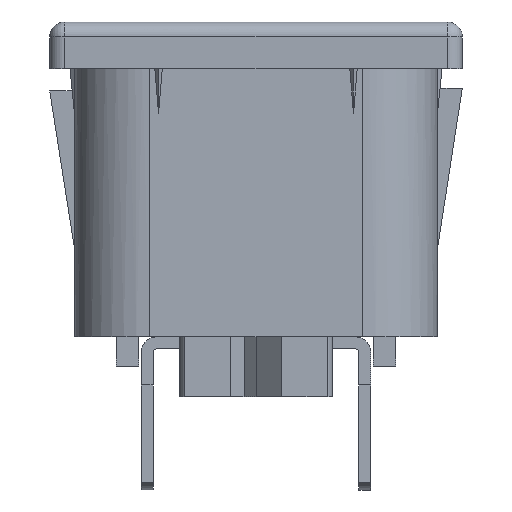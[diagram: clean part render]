
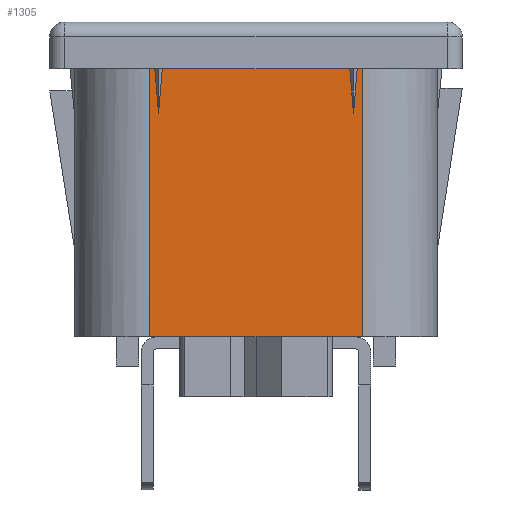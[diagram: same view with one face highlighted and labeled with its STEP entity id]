
A CAD part, left-side view. The second image highlights one B-rep face of the part: STEP entity #1305.
In plain terms, the highlighted planar face has unit normal (-1, 0, 0).
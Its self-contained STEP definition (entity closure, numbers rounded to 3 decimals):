
#172 = VECTOR ( 'NONE', #4299, 1000. ) ;
#182 = DIRECTION ( 'NONE',  ( 0., -0.083, 0.997 ) ) ;
#235 = CARTESIAN_POINT ( 'NONE',  ( -16.1, 6.75, -3.1 ) ) ;
#403 = VECTOR ( 'NONE', #7481, 1000. ) ;
#441 = DIRECTION ( 'NONE',  ( 0., 0.083, -0.997 ) ) ;
#524 = CARTESIAN_POINT ( 'NONE',  ( -16.1, 6.5, -6.1 ) ) ;
#612 = CARTESIAN_POINT ( 'NONE',  ( -16.1, 6.75, -3.1 ) ) ;
#712 = CARTESIAN_POINT ( 'NONE',  ( -16.1, 7.1, -21. ) ) ;
#893 = CARTESIAN_POINT ( 'NONE',  ( -16.1, -7.1, -21. ) ) ;
#1052 = ORIENTED_EDGE ( 'NONE', *, *, #8144, .T. ) ;
#1093 = EDGE_CURVE ( 'NONE', #6341, #3261, #1563, .T. ) ;
#1176 = VECTOR ( 'NONE', #4428, 1000. ) ;
#1206 = LINE ( 'NONE', #1236, #7834 ) ;
#1236 = CARTESIAN_POINT ( 'NONE',  ( -16.1, 7.1, -21. ) ) ;
#1305 = ADVANCED_FACE ( 'NONE', ( #2960 ), #4534, .F. ) ;
#1360 = DIRECTION ( 'NONE',  ( 1., 0., 0. ) ) ;
#1412 = DIRECTION ( 'NONE',  ( 0., 0., 1. ) ) ;
#1460 = EDGE_CURVE ( 'NONE', #5479, #7960, #3584, .T. ) ;
#1563 = LINE ( 'NONE', #1682, #6459 ) ;
#1682 = CARTESIAN_POINT ( 'NONE',  ( -16.1, 7.1, -3.1 ) ) ;
#1860 = VECTOR ( 'NONE', #441, 1000. ) ;
#2229 = EDGE_CURVE ( 'NONE', #5737, #6235, #7928, .T. ) ;
#2276 = ORIENTED_EDGE ( 'NONE', *, *, #1093, .T. ) ;
#2417 = LINE ( 'NONE', #5963, #5608 ) ;
#2482 = EDGE_CURVE ( 'NONE', #6572, #5479, #7005, .T. ) ;
#2584 = CARTESIAN_POINT ( 'NONE',  ( -16.1, 7.1, -21. ) ) ;
#2639 = CARTESIAN_POINT ( 'NONE',  ( -16.1, -6.5, -6.1 ) ) ;
#2726 = ORIENTED_EDGE ( 'NONE', *, *, #1460, .T. ) ;
#2756 = VERTEX_POINT ( 'NONE', #2817 ) ;
#2817 = CARTESIAN_POINT ( 'NONE',  ( -16.1, -6.75, -3.1 ) ) ;
#2932 = DIRECTION ( 'NONE',  ( 0., 1., 0. ) ) ;
#2960 = FACE_OUTER_BOUND ( 'NONE', #7578, .T. ) ;
#3075 = LINE ( 'NONE', #5839, #7790 ) ;
#3261 = VERTEX_POINT ( 'NONE', #4183 ) ;
#3364 = CARTESIAN_POINT ( 'NONE',  ( -16.1, -6.75, -3.1 ) ) ;
#3415 = CARTESIAN_POINT ( 'NONE',  ( -16.1, -6.25, -3.1 ) ) ;
#3500 = ORIENTED_EDGE ( 'NONE', *, *, #7749, .T. ) ;
#3576 = VERTEX_POINT ( 'NONE', #2584 ) ;
#3584 = LINE ( 'NONE', #8128, #1860 ) ;
#3780 = LINE ( 'NONE', #7511, #172 ) ;
#3965 = VECTOR ( 'NONE', #182, 1000. ) ;
#4183 = CARTESIAN_POINT ( 'NONE',  ( -16.1, 7.1, -3.1 ) ) ;
#4299 = DIRECTION ( 'NONE',  ( 0., -0.083, -0.997 ) ) ;
#4428 = DIRECTION ( 'NONE',  ( 0., 0.083, 0.997 ) ) ;
#4446 = DIRECTION ( 'NONE',  ( 0., 0., 1. ) ) ;
#4534 = PLANE ( 'NONE',  #4784 ) ;
#4580 = DIRECTION ( 'NONE',  ( 0., 1., 0. ) ) ;
#4784 = AXIS2_PLACEMENT_3D ( 'NONE', #712, #1360, #5819 ) ;
#5316 = EDGE_CURVE ( 'NONE', #5737, #3576, #2417, .T. ) ;
#5370 = ORIENTED_EDGE ( 'NONE', *, *, #5316, .F. ) ;
#5479 = VERTEX_POINT ( 'NONE', #7453 ) ;
#5608 = VECTOR ( 'NONE', #6622, 1000. ) ;
#5654 = LINE ( 'NONE', #3364, #3965 ) ;
#5737 = VERTEX_POINT ( 'NONE', #893 ) ;
#5819 = DIRECTION ( 'NONE',  ( 0., 0., -1. ) ) ;
#5836 = CARTESIAN_POINT ( 'NONE',  ( -16.1, -7.1, -3.1 ) ) ;
#5839 = CARTESIAN_POINT ( 'NONE',  ( -16.1, 7.1, -3.1 ) ) ;
#5876 = CARTESIAN_POINT ( 'NONE',  ( -16.1, -7.1, -21. ) ) ;
#5963 = CARTESIAN_POINT ( 'NONE',  ( -16.1, 7.1, -21. ) ) ;
#6119 = EDGE_CURVE ( 'NONE', #3576, #3261, #1206, .T. ) ;
#6127 = ORIENTED_EDGE ( 'NONE', *, *, #8208, .F. ) ;
#6235 = VERTEX_POINT ( 'NONE', #5836 ) ;
#6273 = LINE ( 'NONE', #612, #1176 ) ;
#6340 = ORIENTED_EDGE ( 'NONE', *, *, #2482, .T. ) ;
#6341 = VERTEX_POINT ( 'NONE', #235 ) ;
#6350 = ORIENTED_EDGE ( 'NONE', *, *, #2229, .T. ) ;
#6459 = VECTOR ( 'NONE', #2932, 1000. ) ;
#6572 = VERTEX_POINT ( 'NONE', #3415 ) ;
#6622 = DIRECTION ( 'NONE',  ( 0., 1., 0. ) ) ;
#6827 = CARTESIAN_POINT ( 'NONE',  ( -16.1, 7.1, -3.1 ) ) ;
#7005 = LINE ( 'NONE', #6827, #403 ) ;
#7453 = CARTESIAN_POINT ( 'NONE',  ( -16.1, 6.25, -3.1 ) ) ;
#7481 = DIRECTION ( 'NONE',  ( 0., 1., 0. ) ) ;
#7511 = CARTESIAN_POINT ( 'NONE',  ( -16.1, -6.5, -6.1 ) ) ;
#7578 = EDGE_LOOP ( 'NONE', ( #6127, #7646, #6340, #2726, #3500, #2276, #7879, #5370, #6350, #1052 ) ) ;
#7646 = ORIENTED_EDGE ( 'NONE', *, *, #7896, .F. ) ;
#7749 = EDGE_CURVE ( 'NONE', #7960, #6341, #6273, .T. ) ;
#7790 = VECTOR ( 'NONE', #4580, 1000. ) ;
#7834 = VECTOR ( 'NONE', #4446, 1000. ) ;
#7879 = ORIENTED_EDGE ( 'NONE', *, *, #6119, .F. ) ;
#7896 = EDGE_CURVE ( 'NONE', #6572, #8117, #3780, .T. ) ;
#7928 = LINE ( 'NONE', #5876, #8323 ) ;
#7960 = VERTEX_POINT ( 'NONE', #524 ) ;
#8117 = VERTEX_POINT ( 'NONE', #2639 ) ;
#8128 = CARTESIAN_POINT ( 'NONE',  ( -16.1, 6.5, -6.1 ) ) ;
#8144 = EDGE_CURVE ( 'NONE', #6235, #2756, #3075, .T. ) ;
#8208 = EDGE_CURVE ( 'NONE', #8117, #2756, #5654, .T. ) ;
#8323 = VECTOR ( 'NONE', #1412, 1000. ) ;
